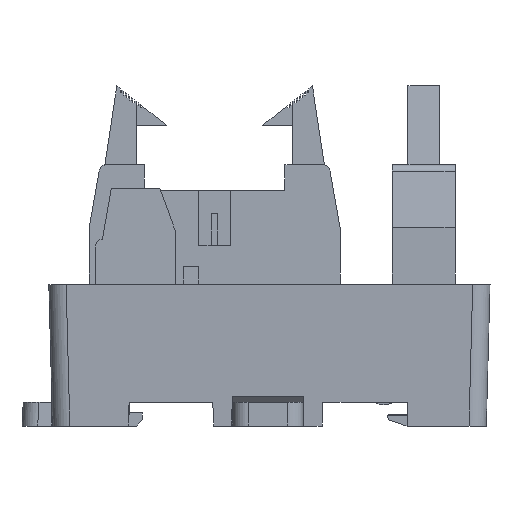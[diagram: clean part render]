
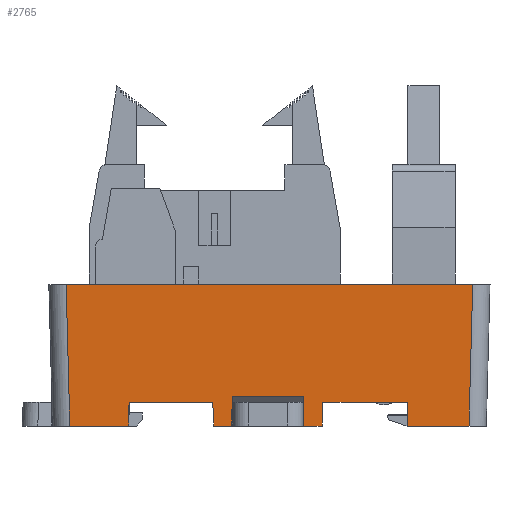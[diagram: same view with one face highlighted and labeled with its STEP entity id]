
A CAD part, left-side view. The second image highlights one B-rep face of the part: STEP entity #2765.
In plain terms, the highlighted planar face has unit normal (-1, 0, -0.026).
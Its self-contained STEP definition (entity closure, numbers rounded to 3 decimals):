
#1369=FACE_OUTER_BOUND('',#5751,.T.);
#2765=ADVANCED_FACE('',(#1369),#4135,.T.);
#4135=PLANE('',#27753);
#5751=EDGE_LOOP('',(#8192,#8193,#8194,#8195,#8196,#8197,#8198,#8199,#8200,
#8201,#8202,#8203,#8204,#8205,#8206,#8207));
#8192=ORIENTED_EDGE('',*,*,#17592,.F.);
#8193=ORIENTED_EDGE('',*,*,#17551,.T.);
#8194=ORIENTED_EDGE('',*,*,#17596,.T.);
#8195=ORIENTED_EDGE('',*,*,#17202,.T.);
#8196=ORIENTED_EDGE('',*,*,#17606,.T.);
#8197=ORIENTED_EDGE('',*,*,#17395,.T.);
#8198=ORIENTED_EDGE('',*,*,#17609,.T.);
#8199=ORIENTED_EDGE('',*,*,#17375,.F.);
#8200=ORIENTED_EDGE('',*,*,#17614,.T.);
#8201=ORIENTED_EDGE('',*,*,#17391,.T.);
#8202=ORIENTED_EDGE('',*,*,#17412,.F.);
#8203=ORIENTED_EDGE('',*,*,#17216,.T.);
#8204=ORIENTED_EDGE('',*,*,#17583,.F.);
#8205=ORIENTED_EDGE('',*,*,#17547,.T.);
#8206=ORIENTED_EDGE('',*,*,#17587,.F.);
#8207=ORIENTED_EDGE('',*,*,#17590,.T.);
#14766=VERTEX_POINT('',#36103);
#14767=VERTEX_POINT('',#36105);
#14780=VERTEX_POINT('',#36131);
#14781=VERTEX_POINT('',#36133);
#14897=VERTEX_POINT('',#36450);
#14898=VERTEX_POINT('',#36452);
#14906=VERTEX_POINT('',#36477);
#14907=VERTEX_POINT('',#36479);
#14910=VERTEX_POINT('',#36486);
#14911=VERTEX_POINT('',#36488);
#15002=VERTEX_POINT('',#36792);
#15004=VERTEX_POINT('',#36797);
#15007=VERTEX_POINT('',#36805);
#15008=VERTEX_POINT('',#36807);
#15027=VERTEX_POINT('',#36876);
#15028=VERTEX_POINT('',#36881);
#17202=EDGE_CURVE('',#14767,#14766,#20859,.T.);
#17216=EDGE_CURVE('',#14781,#14780,#20871,.T.);
#17375=EDGE_CURVE('',#14897,#14898,#21022,.T.);
#17391=EDGE_CURVE('',#14907,#14906,#21035,.T.);
#17395=EDGE_CURVE('',#14911,#14910,#21037,.T.);
#17412=EDGE_CURVE('',#14781,#14906,#21053,.T.);
#17547=EDGE_CURVE('',#15002,#15004,#21183,.T.);
#17551=EDGE_CURVE('',#15008,#15007,#21186,.T.);
#17583=EDGE_CURVE('',#15002,#14780,#21218,.T.);
#17587=EDGE_CURVE('',#15027,#15004,#21222,.T.);
#17590=EDGE_CURVE('',#15027,#15028,#21225,.T.);
#17592=EDGE_CURVE('',#15008,#15028,#21227,.T.);
#17596=EDGE_CURVE('',#15007,#14767,#21231,.T.);
#17606=EDGE_CURVE('',#14766,#14911,#21239,.T.);
#17609=EDGE_CURVE('',#14910,#14898,#21242,.T.);
#17614=EDGE_CURVE('',#14897,#14907,#21247,.T.);
#20859=LINE('',#36104,#24288);
#20871=LINE('',#36132,#24300);
#21022=LINE('',#36451,#24451);
#21035=LINE('',#36478,#24464);
#21037=LINE('',#36487,#24466);
#21053=LINE('',#36520,#24482);
#21183=LINE('',#36798,#24612);
#21186=LINE('',#36806,#24615);
#21218=LINE('',#36869,#24647);
#21222=LINE('',#36877,#24651);
#21225=LINE('',#36882,#24654);
#21227=LINE('',#36885,#24656);
#21231=LINE('',#36892,#24660);
#21239=LINE('',#36911,#24668);
#21242=LINE('',#36916,#24671);
#21247=LINE('',#36928,#24676);
#24288=VECTOR('',#29294,1.);
#24300=VECTOR('',#29310,1.);
#24451=VECTOR('',#29563,1.);
#24464=VECTOR('',#29586,1.);
#24466=VECTOR('',#29594,1.);
#24482=VECTOR('',#29620,1.);
#24612=VECTOR('',#29882,1.);
#24615=VECTOR('',#29889,1.);
#24647=VECTOR('',#29945,1.);
#24651=VECTOR('',#29955,1.);
#24654=VECTOR('',#29960,1.);
#24656=VECTOR('',#29964,1.);
#24660=VECTOR('',#29974,1.);
#24668=VECTOR('',#30000,1.);
#24671=VECTOR('',#30007,1.);
#24676=VECTOR('',#30026,1.);
#27753=AXIS2_PLACEMENT_3D('',#36930,#30029,#30030);
#29294=DIRECTION('',(0.,-1.,0.));
#29310=DIRECTION('',(0.,-1.,0.));
#29563=DIRECTION('',(0.,-1.,0.));
#29586=DIRECTION('',(0.,-1.,0.));
#29594=DIRECTION('',(0.,-1.,0.));
#29620=DIRECTION('',(0.026,0.017,-1.));
#29882=DIRECTION('',(0.,-1.,0.));
#29889=DIRECTION('',(0.,-1.,0.));
#29945=DIRECTION('',(-0.026,0.035,0.999));
#29955=DIRECTION('',(0.026,0.009,-1.));
#29960=DIRECTION('',(0.,-1.,0.));
#29964=DIRECTION('',(-0.026,0.009,1.));
#29974=DIRECTION('',(-0.026,-0.035,0.999));
#30000=DIRECTION('',(0.026,-0.017,-1.));
#30007=DIRECTION('',(-0.026,-0.026,0.999));
#30026=DIRECTION('',(0.026,-0.026,-0.999));
#30029=DIRECTION('',(-1.,0.,-0.026));
#30030=DIRECTION('',(0.026,0.,-1.));
#36103=CARTESIAN_POINT('',(-209.057,162.449,175.));
#36104=CARTESIAN_POINT('',(-209.057,180.199,175.));
#36105=CARTESIAN_POINT('',(-209.057,173.199,175.));
#36131=CARTESIAN_POINT('',(-209.057,187.199,175.));
#36132=CARTESIAN_POINT('',(-209.057,180.199,175.));
#36133=CARTESIAN_POINT('',(-209.057,197.849,175.));
#36450=CARTESIAN_POINT('',(-209.45,205.85,190.));
#36451=CARTESIAN_POINT('',(-209.45,179.699,190.));
#36452=CARTESIAN_POINT('',(-209.45,154.148,190.));
#36477=CARTESIAN_POINT('',(-208.979,197.901,172.));
#36478=CARTESIAN_POINT('',(-208.979,180.199,172.));
#36479=CARTESIAN_POINT('',(-208.979,205.378,172.));
#36486=CARTESIAN_POINT('',(-208.979,154.62,172.));
#36487=CARTESIAN_POINT('',(-208.979,179.699,172.));
#36488=CARTESIAN_POINT('',(-208.979,162.397,172.));
#36520=CARTESIAN_POINT('',(-209.026,197.87,173.796));
#36792=CARTESIAN_POINT('',(-208.979,187.094,172.));
#36797=CARTESIAN_POINT('',(-208.979,184.775,172.));
#36798=CARTESIAN_POINT('',(-208.979,180.199,172.));
#36805=CARTESIAN_POINT('',(-208.979,173.304,172.));
#36806=CARTESIAN_POINT('',(-208.979,180.199,172.));
#36807=CARTESIAN_POINT('',(-208.979,175.623,172.));
#36869=CARTESIAN_POINT('',(-209.026,187.157,173.798));
#36876=CARTESIAN_POINT('',(-209.076,184.743,175.726));
#36877=CARTESIAN_POINT('',(-209.451,184.618,190.04));
#36881=CARTESIAN_POINT('',(-209.076,175.655,175.726));
#36882=CARTESIAN_POINT('',(-209.076,-29.246,175.726));
#36885=CARTESIAN_POINT('',(-209.451,175.78,190.032));
#36892=CARTESIAN_POINT('',(-209.444,172.684,189.753));
#36911=CARTESIAN_POINT('',(-209.458,162.716,190.294));
#36916=CARTESIAN_POINT('',(-209.433,154.166,189.34));
#36928=CARTESIAN_POINT('',(-209.433,205.833,189.34));
#36930=CARTESIAN_POINT('',(-209.45,179.699,189.997));
